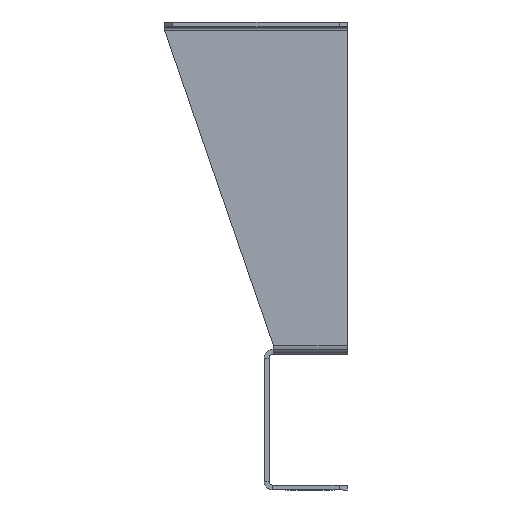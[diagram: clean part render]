
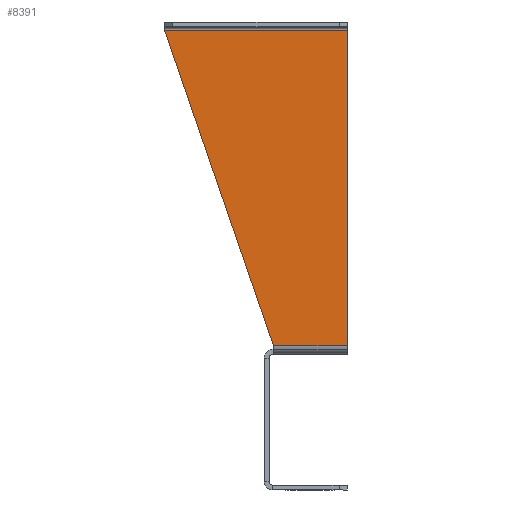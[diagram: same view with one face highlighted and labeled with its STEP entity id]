
A CAD part, left-side view. The second image highlights one B-rep face of the part: STEP entity #8391.
In plain terms, the highlighted planar face has unit normal (-1, 0, 0).
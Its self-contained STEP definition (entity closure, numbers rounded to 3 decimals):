
#1342 = EDGE_LOOP ( 'NONE', ( #15548, #18108, #12299, #1747 ) ) ;
#1501 = CARTESIAN_POINT ( 'NONE',  ( -223.437, 7.8, 0.737 ) ) ;
#1747 = ORIENTED_EDGE ( 'NONE', *, *, #1971, .T. ) ;
#1971 = EDGE_CURVE ( 'NONE', #16750, #16011, #2131, .T. ) ;
#2131 = LINE ( 'NONE', #10521, #13646 ) ;
#2181 = VECTOR ( 'NONE', #8745, 1000. ) ;
#2793 = CARTESIAN_POINT ( 'NONE',  ( -223.437, 34., 76.8 ) ) ;
#3116 = EDGE_CURVE ( 'NONE', #13104, #16011, #11113, .T. ) ;
#4394 = CARTESIAN_POINT ( 'NONE',  ( -223.437, 7.8, 0.737 ) ) ;
#5060 = DIRECTION ( 'NONE',  ( 0., -0.326, -0.945 ) ) ;
#5627 = AXIS2_PLACEMENT_3D ( 'NONE', #17817, #14641, #17209 ) ;
#5781 = DIRECTION ( 'NONE',  ( 0., 1., 0. ) ) ;
#5861 = LINE ( 'NONE', #14362, #2181 ) ;
#8391 = ADVANCED_FACE ( 'NONE', ( #14446 ), #10830, .F. ) ;
#8658 = LINE ( 'NONE', #14279, #14601 ) ;
#8745 = DIRECTION ( 'NONE',  ( 0., 0., 1. ) ) ;
#8755 = CARTESIAN_POINT ( 'NONE',  ( -223.437, -10., 0.737 ) ) ;
#9553 = EDGE_CURVE ( 'NONE', #13104, #14369, #5861, .T. ) ;
#9712 = DIRECTION ( 'NONE',  ( 0., 1., 0. ) ) ;
#10157 = VECTOR ( 'NONE', #9712, 1000. ) ;
#10521 = CARTESIAN_POINT ( 'NONE',  ( -223.437, 7.8, 0.737 ) ) ;
#10830 = PLANE ( 'NONE',  #5627 ) ;
#11113 = LINE ( 'NONE', #1501, #10157 ) ;
#12299 = ORIENTED_EDGE ( 'NONE', *, *, #13186, .T. ) ;
#13104 = VERTEX_POINT ( 'NONE', #8755 ) ;
#13186 = EDGE_CURVE ( 'NONE', #14369, #16750, #8658, .T. ) ;
#13646 = VECTOR ( 'NONE', #5060, 1000. ) ;
#14279 = CARTESIAN_POINT ( 'NONE',  ( -223.437, 0., 76.8 ) ) ;
#14362 = CARTESIAN_POINT ( 'NONE',  ( -223.437, -10., 0. ) ) ;
#14369 = VERTEX_POINT ( 'NONE', #17118 ) ;
#14446 = FACE_OUTER_BOUND ( 'NONE', #1342, .T. ) ;
#14601 = VECTOR ( 'NONE', #5781, 1000. ) ;
#14641 = DIRECTION ( 'NONE',  ( 1., 0., 0. ) ) ;
#15548 = ORIENTED_EDGE ( 'NONE', *, *, #3116, .F. ) ;
#16011 = VERTEX_POINT ( 'NONE', #4394 ) ;
#16750 = VERTEX_POINT ( 'NONE', #2793 ) ;
#17118 = CARTESIAN_POINT ( 'NONE',  ( -223.437, -10., 76.8 ) ) ;
#17209 = DIRECTION ( 'NONE',  ( 0., 0., -1. ) ) ;
#17817 = CARTESIAN_POINT ( 'NONE',  ( -223.437, 0., 0. ) ) ;
#18108 = ORIENTED_EDGE ( 'NONE', *, *, #9553, .T. ) ;
